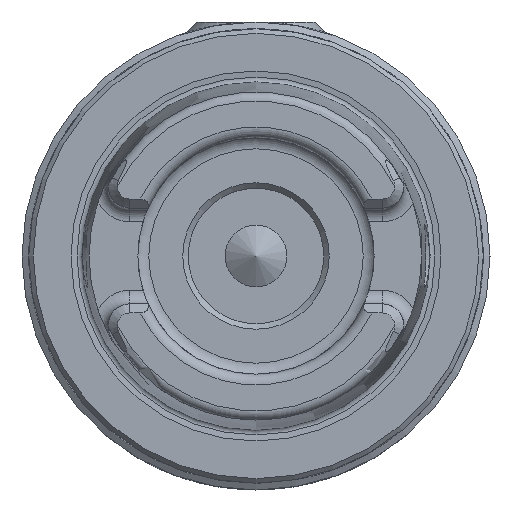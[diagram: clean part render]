
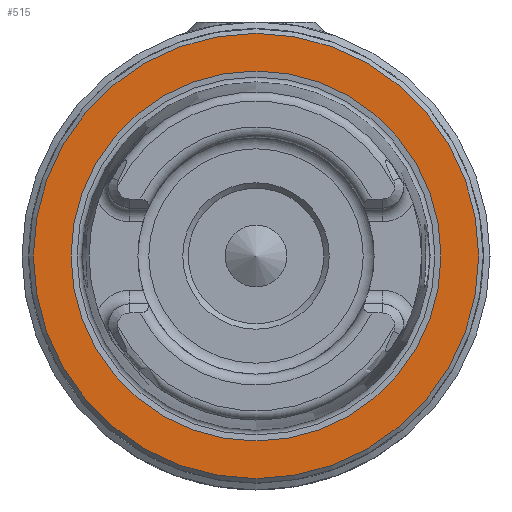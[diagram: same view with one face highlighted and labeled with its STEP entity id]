
A CAD part, left-side view. The second image highlights one B-rep face of the part: STEP entity #515.
In plain terms, the highlighted planar face has unit normal (-1, 0, 0).
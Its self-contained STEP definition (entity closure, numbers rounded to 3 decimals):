
#515 = ADVANCED_FACE( '', ( #1086, #1087 ), #1088, .F. );
#1086 = FACE_BOUND( '', #1651, .T. );
#1087 = FACE_OUTER_BOUND( '', #1652, .T. );
#1088 = PLANE( '', #1653 );
#1651 = EDGE_LOOP( '', ( #2979 ) );
#1652 = EDGE_LOOP( '', ( #2980 ) );
#1653 = AXIS2_PLACEMENT_3D( '', #2981, #2982, #2983 );
#2979 = ORIENTED_EDGE( '', *, *, #3457, .F. );
#2980 = ORIENTED_EDGE( '', *, *, #3439, .T. );
#2981 = CARTESIAN_POINT( '', ( 0., 0., 24.5 ) );
#2982 = DIRECTION( '', ( 1., 0., 0. ) );
#2983 = DIRECTION( '', ( 0., 0., -1. ) );
#3439 = EDGE_CURVE( '', #4176, #4176, #4177, .T. );
#3457 = EDGE_CURVE( '', #4197, #4197, #4198, .T. );
#4176 = VERTEX_POINT( '', #6268 );
#4177 = CIRCLE( '', #6269, 24.5 );
#4197 = VERTEX_POINT( '', #6290 );
#4198 = CIRCLE( '', #6291, 20.354 );
#6268 = CARTESIAN_POINT( '', ( 0., 0., 24.5 ) );
#6269 = AXIS2_PLACEMENT_3D( '', #6807, #6808, #6809 );
#6290 = CARTESIAN_POINT( '', ( 0., 0., 20.354 ) );
#6291 = AXIS2_PLACEMENT_3D( '', #6823, #6824, #6825 );
#6807 = CARTESIAN_POINT( '', ( 0., 0., 0. ) );
#6808 = DIRECTION( '', ( -1., 0., 0. ) );
#6809 = DIRECTION( '', ( 0., 0., 1. ) );
#6823 = CARTESIAN_POINT( '', ( 0., 0., 0. ) );
#6824 = DIRECTION( '', ( -1., 0., 0. ) );
#6825 = DIRECTION( '', ( 0., 0., 1. ) );
